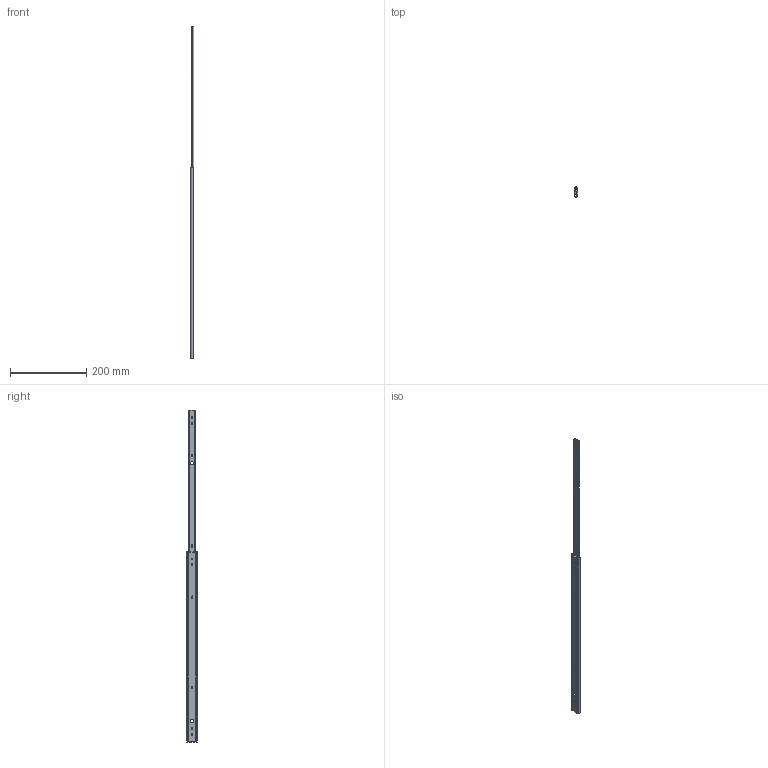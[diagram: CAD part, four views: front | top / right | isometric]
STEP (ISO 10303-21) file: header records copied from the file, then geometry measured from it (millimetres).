
FILE_DESCRIPTION (( 'STEP AP203' ), '1' );
FILE_NAME ('U2721_500.STEP', '2021-08-26T23:56:14', ( '' ), ( '' ), 'SwSTEP 2.0', 'SolidWorks 2019', '' );
FILE_SCHEMA (( 'CONFIG_CONTROL_DESIGN' ));
Length unit declared in the file: millimetre
Products named in the file (3): U2721-500 IM ; U2721_500; U2721-500 OM 
Assembly tree (2 placements, depth 2):
  U2721_500
    U2721-500 OM 
    U2721-500 IM 
Bounding box: 9.5 x 26.8 x 870.9 mm (x, y, z)
Volume: 46066 mm3; surface area: 65341.9 mm2
Topology: 2 solids, 2 shells, 134 faces, 388 edges, 258 vertices
Faces by surface type: cylinder 73, plane 61
Entity records: 4945 total; most frequent: CARTESIAN_POINT 1003, ORIENTED_EDGE 776, DIRECTION 766, EDGE_CURVE 388, AXIS2_PLACEMENT_3D 275, VERTEX_POINT 258, VECTOR 216, LINE 216
